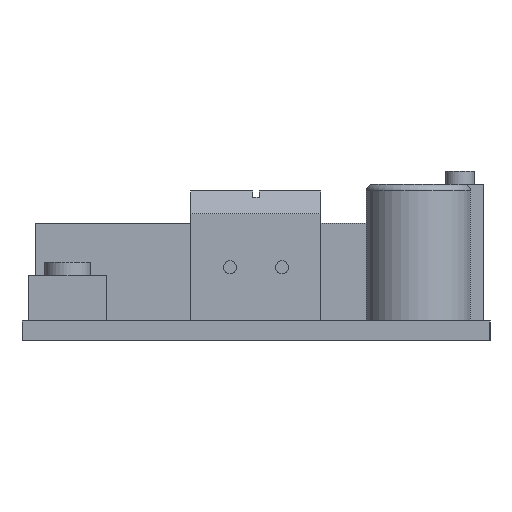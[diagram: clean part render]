
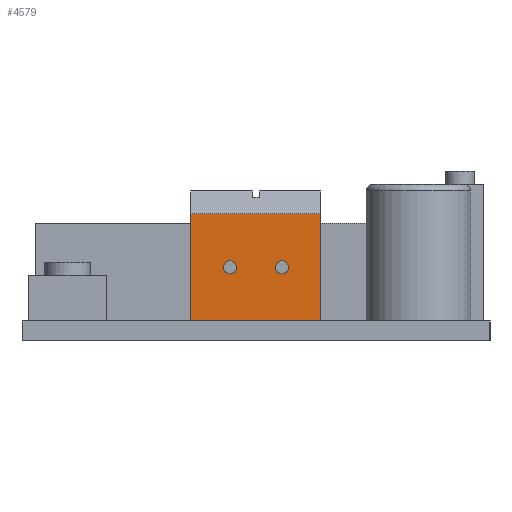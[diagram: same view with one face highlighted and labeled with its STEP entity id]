
A CAD part, left-side view. The second image highlights one B-rep face of the part: STEP entity #4579.
In plain terms, the highlighted planar face has unit normal (-1, 0, 0).
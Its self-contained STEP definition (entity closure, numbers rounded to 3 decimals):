
#385=FACE_BOUND('',#1064,.T.);
#386=FACE_BOUND('',#1065,.T.);
#538=PLANE('',#4785);
#773=FACE_OUTER_BOUND('',#1063,.T.);
#1063=EDGE_LOOP('',(#4017,#4018,#4019,#4020));
#1064=EDGE_LOOP('',(#4021));
#1065=EDGE_LOOP('',(#4022));
#1217=LINE('',#5982,#1614);
#1423=LINE('',#10395,#1820);
#1425=LINE('',#10399,#1822);
#1426=LINE('',#10400,#1823);
#1614=VECTOR('',#4967,1000.);
#1820=VECTOR('',#5349,1000.);
#1822=VECTOR('',#5353,1000.);
#1823=VECTOR('',#5354,1000.);
#1959=CIRCLE('',#4700,0.5);
#1961=CIRCLE('',#4704,0.5);
#2064=VERTEX_POINT('',#5979);
#2065=VERTEX_POINT('',#5981);
#2072=VERTEX_POINT('',#5997);
#2074=VERTEX_POINT('',#6004);
#2344=VERTEX_POINT('',#10394);
#2345=VERTEX_POINT('',#10398);
#2510=EDGE_CURVE('',#2065,#2064,#1217,.T.);
#2518=EDGE_CURVE('',#2072,#2072,#1959,.T.);
#2521=EDGE_CURVE('',#2074,#2074,#1961,.T.);
#2930=EDGE_CURVE('',#2344,#2065,#1423,.T.);
#2932=EDGE_CURVE('',#2345,#2064,#1425,.T.);
#2933=EDGE_CURVE('',#2345,#2344,#1426,.T.);
#4017=ORIENTED_EDGE('',*,*,#2932,.F.);
#4018=ORIENTED_EDGE('',*,*,#2933,.T.);
#4019=ORIENTED_EDGE('',*,*,#2930,.T.);
#4020=ORIENTED_EDGE('',*,*,#2510,.T.);
#4021=ORIENTED_EDGE('',*,*,#2518,.T.);
#4022=ORIENTED_EDGE('',*,*,#2521,.T.);
#4579=ADVANCED_FACE('',(#773,#385,#386),#538,.F.);
#4700=AXIS2_PLACEMENT_3D('',#5998,#4979,#4980);
#4704=AXIS2_PLACEMENT_3D('',#6005,#4988,#4989);
#4785=AXIS2_PLACEMENT_3D('',#10397,#5351,#5352);
#4967=DIRECTION('',(0.,-1.,0.));
#4979=DIRECTION('center_axis',(1.,0.,0.));
#4980=DIRECTION('ref_axis',(0.,-1.,0.));
#4988=DIRECTION('center_axis',(1.,0.,0.));
#4989=DIRECTION('ref_axis',(0.,-1.,0.));
#5349=DIRECTION('',(0.,0.,-1.));
#5351=DIRECTION('center_axis',(1.,0.,0.));
#5352=DIRECTION('ref_axis',(0.,0.,-1.));
#5353=DIRECTION('',(0.,0.,-1.));
#5354=DIRECTION('',(0.,1.,0.));
#5979=CARTESIAN_POINT('',(-31.5,-5.,1.5));
#5981=CARTESIAN_POINT('',(-31.5,5.,1.5));
#5982=CARTESIAN_POINT('',(-31.5,-5.,1.5));
#5997=CARTESIAN_POINT('',(-31.5,2.5,5.634));
#5998=CARTESIAN_POINT('Origin',(-31.5,2.,5.634));
#6004=CARTESIAN_POINT('',(-31.5,-1.5,5.634));
#6005=CARTESIAN_POINT('Origin',(-31.5,-2.,5.634));
#10394=CARTESIAN_POINT('',(-31.5,5.,9.768));
#10395=CARTESIAN_POINT('',(-31.5,5.,11.5));
#10397=CARTESIAN_POINT('Origin',(-31.5,-5.,11.5));
#10398=CARTESIAN_POINT('',(-31.5,-5.,9.768));
#10399=CARTESIAN_POINT('',(-31.5,-5.,11.5));
#10400=CARTESIAN_POINT('',(-31.5,5.,9.768));
